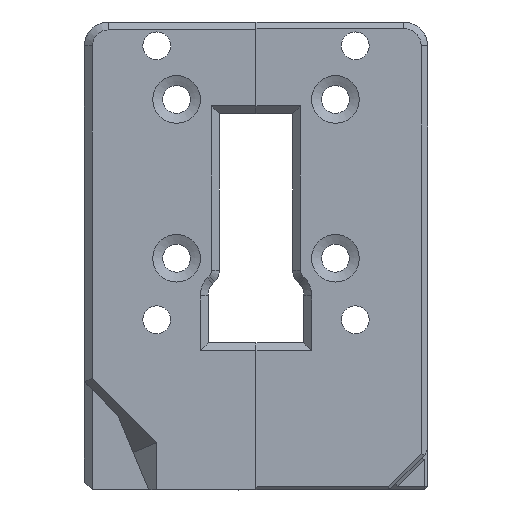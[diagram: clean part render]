
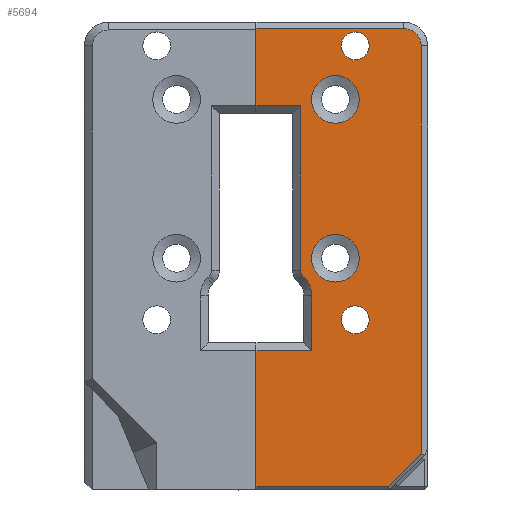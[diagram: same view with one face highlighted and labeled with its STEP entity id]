
A CAD part, front view. The second image highlights one B-rep face of the part: STEP entity #5694.
In plain terms, the highlighted planar face has unit normal (0, -1, 0).
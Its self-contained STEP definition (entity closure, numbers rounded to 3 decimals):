
#57=FACE_BOUND('',#706,.T.);
#58=FACE_BOUND('',#707,.T.);
#59=FACE_BOUND('',#708,.T.);
#60=FACE_BOUND('',#709,.T.);
#114=PLANE('',#6069);
#363=FACE_OUTER_BOUND('',#705,.T.);
#705=EDGE_LOOP('',(#4110,#4111,#4112,#4113,#4114,#4115,#4116,#4117,#4118,
#4119,#4120,#4121,#4122,#4123));
#706=EDGE_LOOP('',(#4124));
#707=EDGE_LOOP('',(#4125));
#708=EDGE_LOOP('',(#4126));
#709=EDGE_LOOP('',(#4127));
#1157=LINE('',#8515,#1815);
#1161=LINE('',#8526,#1819);
#1164=LINE('',#8532,#1822);
#1165=LINE('',#8534,#1823);
#1166=LINE('',#8536,#1824);
#1167=LINE('',#8540,#1825);
#1168=LINE('',#8544,#1826);
#1169=LINE('',#8546,#1827);
#1170=LINE('',#8548,#1828);
#1171=LINE('',#8550,#1829);
#1172=LINE('',#8551,#1830);
#1815=VECTOR('',#6756,10.);
#1819=VECTOR('',#6768,10.);
#1822=VECTOR('',#6773,10.);
#1823=VECTOR('',#6774,1000.);
#1824=VECTOR('',#6775,1000.);
#1825=VECTOR('',#6778,1000.);
#1826=VECTOR('',#6781,1000.);
#1827=VECTOR('',#6782,1000.);
#1828=VECTOR('',#6783,10.);
#1829=VECTOR('',#6784,10.);
#1830=VECTOR('',#6785,10.);
#2359=CIRCLE('',#6017,1.75);
#2380=CIRCLE('',#6067,2.2);
#2381=CIRCLE('',#6070,1.);
#2382=CIRCLE('',#6071,3.);
#2383=CIRCLE('',#6072,3.);
#2384=CIRCLE('',#6073,3.);
#2385=CIRCLE('',#6074,1.75);
#2534=VERTEX_POINT('',#8236);
#2647=VERTEX_POINT('',#8512);
#2648=VERTEX_POINT('',#8514);
#2649=VERTEX_POINT('',#8518);
#2651=VERTEX_POINT('',#8525);
#2653=VERTEX_POINT('',#8531);
#2654=VERTEX_POINT('',#8533);
#2655=VERTEX_POINT('',#8535);
#2656=VERTEX_POINT('',#8537);
#2657=VERTEX_POINT('',#8539);
#2658=VERTEX_POINT('',#8541);
#2659=VERTEX_POINT('',#8543);
#2660=VERTEX_POINT('',#8545);
#2661=VERTEX_POINT('',#8547);
#2662=VERTEX_POINT('',#8549);
#2663=VERTEX_POINT('',#8552);
#2664=VERTEX_POINT('',#8554);
#2665=VERTEX_POINT('',#8556);
#3065=EDGE_CURVE('',#2534,#2534,#2359,.T.);
#3202=EDGE_CURVE('',#2647,#2648,#1157,.T.);
#3206=EDGE_CURVE('',#2648,#2649,#2380,.T.);
#3208=EDGE_CURVE('',#2649,#2651,#1161,.T.);
#3211=EDGE_CURVE('',#2647,#2653,#1164,.T.);
#3212=EDGE_CURVE('',#2654,#2653,#1165,.T.);
#3213=EDGE_CURVE('',#2655,#2654,#1166,.T.);
#3214=EDGE_CURVE('',#2656,#2655,#2381,.T.);
#3215=EDGE_CURVE('',#2657,#2656,#1167,.T.);
#3216=EDGE_CURVE('',#2658,#2657,#2382,.T.);
#3217=EDGE_CURVE('',#2659,#2658,#1168,.T.);
#3218=EDGE_CURVE('',#2660,#2659,#1169,.T.);
#3219=EDGE_CURVE('',#2660,#2661,#1170,.T.);
#3220=EDGE_CURVE('',#2662,#2661,#1171,.T.);
#3221=EDGE_CURVE('',#2651,#2662,#1172,.T.);
#3222=EDGE_CURVE('',#2663,#2663,#2383,.T.);
#3223=EDGE_CURVE('',#2664,#2664,#2384,.T.);
#3224=EDGE_CURVE('',#2665,#2665,#2385,.T.);
#4110=ORIENTED_EDGE('',*,*,#3208,.F.);
#4111=ORIENTED_EDGE('',*,*,#3206,.F.);
#4112=ORIENTED_EDGE('',*,*,#3202,.F.);
#4113=ORIENTED_EDGE('',*,*,#3211,.T.);
#4114=ORIENTED_EDGE('',*,*,#3212,.F.);
#4115=ORIENTED_EDGE('',*,*,#3213,.F.);
#4116=ORIENTED_EDGE('',*,*,#3214,.F.);
#4117=ORIENTED_EDGE('',*,*,#3215,.F.);
#4118=ORIENTED_EDGE('',*,*,#3216,.F.);
#4119=ORIENTED_EDGE('',*,*,#3217,.F.);
#4120=ORIENTED_EDGE('',*,*,#3218,.F.);
#4121=ORIENTED_EDGE('',*,*,#3219,.T.);
#4122=ORIENTED_EDGE('',*,*,#3220,.F.);
#4123=ORIENTED_EDGE('',*,*,#3221,.F.);
#4124=ORIENTED_EDGE('',*,*,#3222,.T.);
#4125=ORIENTED_EDGE('',*,*,#3223,.T.);
#4126=ORIENTED_EDGE('',*,*,#3224,.T.);
#4127=ORIENTED_EDGE('',*,*,#3065,.T.);
#5694=ADVANCED_FACE('',(#363,#57,#58,#59,#60),#114,.T.);
#6017=AXIS2_PLACEMENT_3D('',#8238,#6545,#6546);
#6067=AXIS2_PLACEMENT_3D('',#8521,#6763,#6764);
#6069=AXIS2_PLACEMENT_3D('',#8530,#6771,#6772);
#6070=AXIS2_PLACEMENT_3D('',#8538,#6776,#6777);
#6071=AXIS2_PLACEMENT_3D('',#8542,#6779,#6780);
#6072=AXIS2_PLACEMENT_3D('',#8553,#6786,#6787);
#6073=AXIS2_PLACEMENT_3D('',#8555,#6788,#6789);
#6074=AXIS2_PLACEMENT_3D('',#8557,#6790,#6791);
#6545=DIRECTION('center_axis',(0.,1.,0.));
#6546=DIRECTION('ref_axis',(-1.,0.,0.));
#6756=DIRECTION('',(1.,0.,0.));
#6763=DIRECTION('center_axis',(0.,1.,0.));
#6764=DIRECTION('ref_axis',(0.707,0.,0.707));
#6768=DIRECTION('',(0.,0.,-1.));
#6771=DIRECTION('center_axis',(0.,-1.,0.));
#6772=DIRECTION('ref_axis',(0.,0.,
1.));
#6773=DIRECTION('',(0.,0.,-1.));
#6774=DIRECTION('',(-1.,0.,0.));
#6775=DIRECTION('',(0.,0.,1.));
#6776=DIRECTION('center_axis',(0.,1.,0.));
#6777=DIRECTION('ref_axis',(-0.924,0.,-0.383));
#6778=DIRECTION('',(-0.707,0.,0.707));
#6779=DIRECTION('center_axis',(0.,-1.,0.));
#6780=DIRECTION('ref_axis',(0.934,0.,0.357));
#6781=DIRECTION('',(0.,0.,1.));
#6782=DIRECTION('',(1.,0.,0.));
#6783=DIRECTION('',(0.,0.,-1.));
#6784=DIRECTION('',(-1.,0.,0.));
#6785=DIRECTION('',(-0.707,0.,-0.707));
#6786=DIRECTION('center_axis',(0.,1.,0.));
#6787=DIRECTION('ref_axis',(1.,0.,0.));
#6788=DIRECTION('center_axis',(0.,1.,0.));
#6789=DIRECTION('ref_axis',(1.,0.,0.));
#6790=DIRECTION('center_axis',(0.,1.,0.));
#6791=DIRECTION('ref_axis',(-1.,0.,0.));
#8236=CARTESIAN_POINT('',(141.25,153.932,94.45));
#8238=CARTESIAN_POINT('Origin',(139.5,153.932,94.45));
#8512=CARTESIAN_POINT('',(127.,153.932,96.65));
#8514=CARTESIAN_POINT('',(145.6,153.932,96.65));
#8515=CARTESIAN_POINT('',(131.042,153.932,96.65));
#8518=CARTESIAN_POINT('',(147.8,153.932,94.45));
#8521=CARTESIAN_POINT('Origin',(145.6,153.932,94.45));
#8525=CARTESIAN_POINT('',(147.8,153.932,43.077));
#8526=CARTESIAN_POINT('',(147.8,153.932,60.019));
#8530=CARTESIAN_POINT('Origin',(113.484,153.932,45.286));
#8531=CARTESIAN_POINT('',(127.,153.932,86.9));
#8532=CARTESIAN_POINT('',(127.,153.932,56.633));
#8533=CARTESIAN_POINT('',(132.6,153.932,86.9));
#8534=CARTESIAN_POINT('',(122.542,153.932,86.9));
#8535=CARTESIAN_POINT('',(132.6,153.932,66.178));
#8536=CARTESIAN_POINT('',(132.6,153.932,55.318));
#8537=CARTESIAN_POINT('',(132.893,153.932,65.471));
#8538=CARTESIAN_POINT('Origin',(133.6,153.932,66.178));
#8539=CARTESIAN_POINT('',(133.126,153.932,65.238));
#8540=CARTESIAN_POINT('',(133.494,153.932,64.87));
#8541=CARTESIAN_POINT('',(134.,153.932,62.95));
#8542=CARTESIAN_POINT('Origin',(131.005,153.932,63.117));
#8543=CARTESIAN_POINT('',(134.,153.932,56.053));
#8544=CARTESIAN_POINT('',(134.,153.932,54.618));
#8545=CARTESIAN_POINT('',(127.,153.932,56.053));
#8546=CARTESIAN_POINT('',(123.242,153.932,56.053));
#8547=CARTESIAN_POINT('',(127.,153.932,38.911));
#8548=CARTESIAN_POINT('',(127.,153.932,56.633));
#8549=CARTESIAN_POINT('',(143.634,153.932,38.911));
#8550=CARTESIAN_POINT('',(120.238,153.932,38.911));
#8551=CARTESIAN_POINT('',(143.499,153.932,38.776));
#8552=CARTESIAN_POINT('',(134.,153.932,67.7));
#8553=CARTESIAN_POINT('Origin',(137.,153.932,67.7));
#8554=CARTESIAN_POINT('',(134.,153.932,87.7));
#8555=CARTESIAN_POINT('Origin',(137.,153.932,87.7));
#8556=CARTESIAN_POINT('',(141.25,153.932,59.95));
#8557=CARTESIAN_POINT('Origin',(139.5,153.932,59.95));
